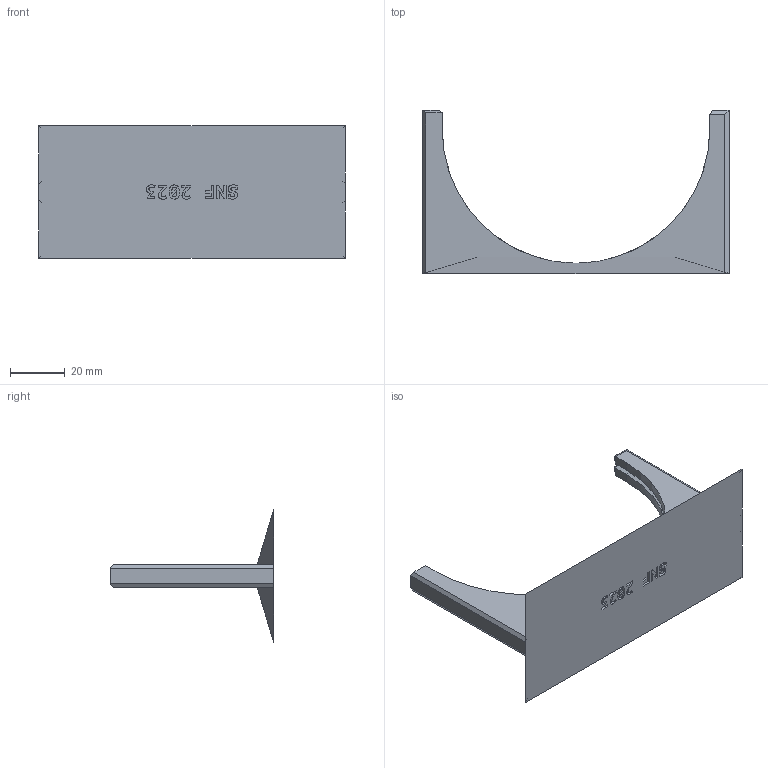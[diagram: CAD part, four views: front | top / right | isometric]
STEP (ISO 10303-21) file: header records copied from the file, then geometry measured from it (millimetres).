
FILE_DESCRIPTION(/* description */ (''),/* implementation_level */ '2;1');
FILE_NAME(/* name */ 'waferholder(side_project)_v8.step',/* time_stamp */ '2023-08-31T11:34:28-07:00',/* author */ (''),/* organization */ (''),/* preprocessor_version */ 'ST-DEVELOPER v20',/* originating_system */ 'Autodesk Translation Framework v12.9.0.99',/* authorisation */ '');
FILE_SCHEMA (('AUTOMOTIVE_DESIGN { 1 0 10303 214 3 1 1 }'));
Length unit declared in the file: millimetre
Products named in the file (1): waferholder(side_project)
Bounding box: 111.8 x 59.71 x 48.51 mm (x, y, z)
Volume: 29905.5 mm3; surface area: 16547.6 mm2
Topology: 1 solids, 1 shells, 247 faces, 688 edges, 452 vertices
Faces by surface type: bspline 134, plane 108, cylinder 3, cone 2
Entity records: 9111 total; most frequent: CARTESIAN_POINT 3674, ORIENTED_EDGE 1376, EDGE_CURVE 688, DIRECTION 658, VERTEX_POINT 452, LINE 406, VECTOR 406, B_SPLINE_CURVE_WITH_KNOTS 270
